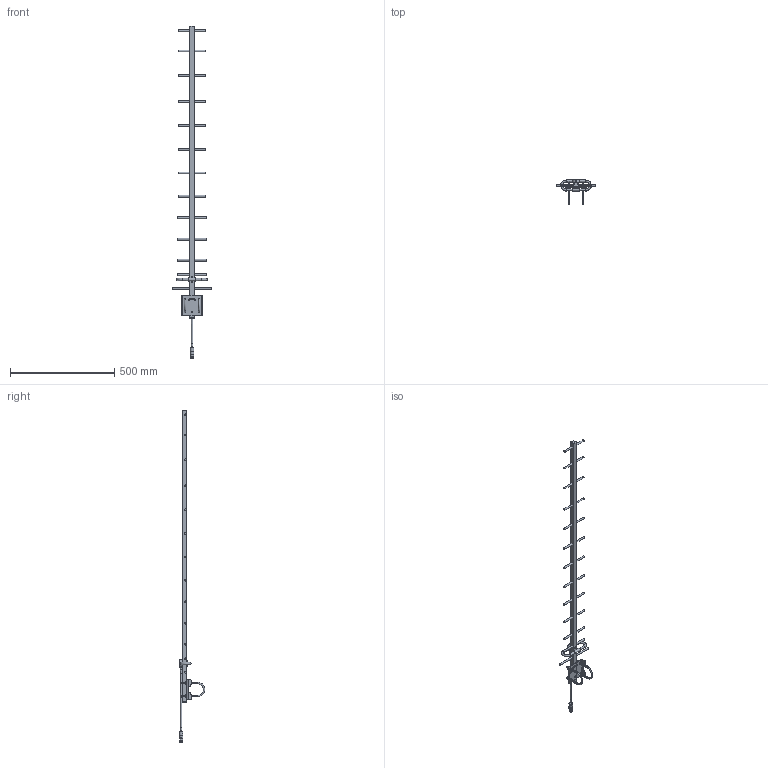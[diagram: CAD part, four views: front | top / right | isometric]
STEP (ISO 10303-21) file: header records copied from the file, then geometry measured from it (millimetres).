
FILE_DESCRIPTION (( 'STEP AP214' ), '1' );
FILE_NAME ('HG914YE.STEP', '2018-01-22T15:45:07', ( '' ), ( '' ), 'SwSTEP 2.0', 'SolidWorks 2014', '' );
FILE_SCHEMA (( 'AUTOMOTIVE_DESIGN' ));
Length unit declared in the file: inch
Products named in the file (24): HG909YE-MA2_5.06"; HG909YE-MA2_5.13"; HG909YE-MA2_5.25"; ANT-1; HG906YE-MA3; ANT-4; ANT-6; ANT-5; ANF-1610; Machine Screw Nut Hex_AI_MSHXNUT 0.164-32-S-N; ANF-1610-MA2; ANF-1610-MA1; Flat Washer Type A Narrow_AI_Preferred Narrow FW 0.164; Hex Nut_AI_HNUT 0.3125-18-D-N; HG2414PEV-MA20; HG914YE-MA1; ANT-3; Pan Cross Head_AI_CR-PHMS 0.112-40x0.25x0.25-N; HG914YE; HG909YE-MA2_7.50"; HG909YE-MA2_5.56"; HG909YE-MA2_5.32"
Assembly tree (43 placements, depth 4):
  HG914YE
    HG914YE-MA1
    ANT-4
      ANT-4
      ANF-1610
        ANF-1610
        ANF-1610-MA1
        ANF-1610-MA2
      ANT-5
      ANT-6
    HG906YE-MA3  x2
    ANT-1
    HG909YE-MA2_5.25"  x4
    HG909YE-MA2_5.13"
    HG909YE-MA2_5.06"  x3
    HG909YE-MA2_5.32"  x3
    HG909YE-MA2_5.56"
    HG909YE-MA2_7.50"
    Pan Cross Head_AI_CR-PHMS 0.112-40x0.25x0.25-N  x4
    ANT-3  x2
    HG2414PEV-MA20  x4
    Hex Nut_AI_HNUT 0.3125-18-D-N  x4
    Flat Washer Type A Narrow_AI_Preferred Narrow FW 0.164  x2
    Machine Screw Nut Hex_AI_MSHXNUT 0.164-32-S-N  x2
Bounding box: 190.5 x 121.71 x 1590.24 mm (x, y, z)
Volume: 270899.4 mm3; surface area: 337411.5 mm2
Topology: 39 solids, 41 shells, 1542 faces, 3553 edges, 2105 vertices
Faces by surface type: cone 712, cylinder 486, plane 307, sphere 18, torus 16, bspline 3
Full cylindrical faces by diameter (mm): 1.764 x1, 2.3 x1, 2.845 x4, 3 x1, 3.048 x4, 3.454 x2, 3.556 x1, 3.6 x2, 4.166 x2, 4.572 x2, 4.7 x1, 4.775 x2, 5.3 x1, 5.334 x2, 5.563 x4, 5.74 x8, 6.35 x296, 6.528 x4, 7.112 x6, 7.366 x1, 7.938 x4, 8.128 x40, 8.382 x2, 8.509 x4, 10.287 x1, 11.125 x2, 11.938 x1, 12.7 x1, 13.513 x7, 13.767 x1
Entity records: 23343 total; most frequent: CARTESIAN_POINT 4014, DIRECTION 3757, ORIENTED_EDGE 2478, AXIS2_PLACEMENT_3D 1701, EDGE_LOOP 1564, EDGE_CURVE 1239, FACE_OUTER_BOUND 1105, VERTEX_POINT 1025
